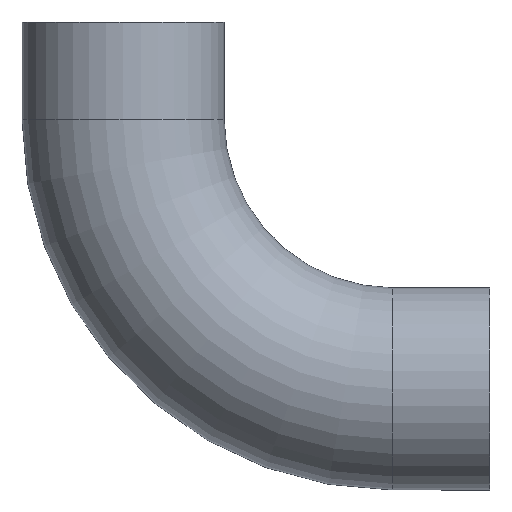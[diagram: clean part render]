
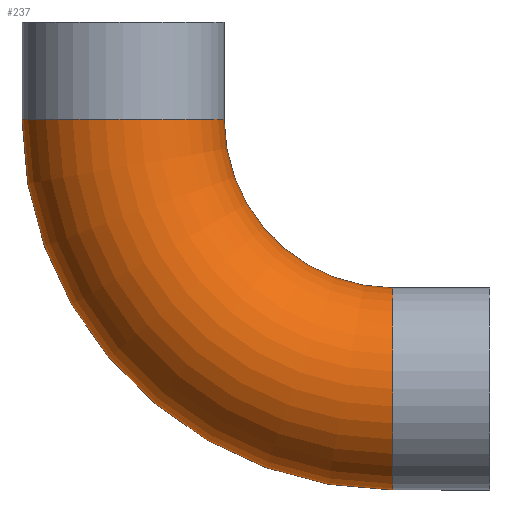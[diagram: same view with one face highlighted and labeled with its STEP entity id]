
A CAD part, front view. The second image highlights one B-rep face of the part: STEP entity #237.
In plain terms, the highlighted toroidal (fillet/blend) face has major radius 152.4 mm and minor radius 57.15 mm.
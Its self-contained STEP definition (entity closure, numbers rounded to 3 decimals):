
#17 = DIRECTION ( 'NONE',  ( -1., 0., 0. ) ) ;
#22 = DIRECTION ( 'NONE',  ( 0., 0., 1. ) ) ;
#32 = EDGE_CURVE ( 'NONE', #271, #186, #190, .T. ) ;
#37 = ORIENTED_EDGE ( 'NONE', *, *, #214, .F. ) ;
#79 = EDGE_LOOP ( 'NONE', ( #398, #84, #202, #37 ) ) ;
#84 = ORIENTED_EDGE ( 'NONE', *, *, #32, .T. ) ;
#100 = DIRECTION ( 'NONE',  ( 0., 1., 0. ) ) ;
#104 = VERTEX_POINT ( 'NONE', #196 ) ;
#117 = CARTESIAN_POINT ( 'NONE',  ( 0., 0., -152.4 ) ) ;
#136 = DIRECTION ( 'NONE',  ( 0., 1., 0. ) ) ;
#140 = CARTESIAN_POINT ( 'NONE',  ( 0., 0., -209.55 ) ) ;
#151 = AXIS2_PLACEMENT_3D ( 'NONE', #381, #136, #318 ) ;
#178 = DIRECTION ( 'NONE',  ( 0., 0., 1. ) ) ;
#186 = VERTEX_POINT ( 'NONE', #194 ) ;
#190 = CIRCLE ( 'NONE', #442, 57.15 ) ;
#193 = AXIS2_PLACEMENT_3D ( 'NONE', #399, #22, #266 ) ;
#194 = CARTESIAN_POINT ( 'NONE',  ( 0., 0., -95.25 ) ) ;
#196 = CARTESIAN_POINT ( 'NONE',  ( -95.25, 0., 0. ) ) ;
#202 = ORIENTED_EDGE ( 'NONE', *, *, #295, .T. ) ;
#212 = CARTESIAN_POINT ( 'NONE',  ( 0., 0., 0. ) ) ;
#214 = EDGE_CURVE ( 'NONE', #447, #104, #388, .T. ) ;
#221 = DIRECTION ( 'NONE',  ( 0., 0., 1. ) ) ;
#224 = TOROIDAL_SURFACE ( 'NONE', #151, 152.4, 57.15 ) ;
#232 = CIRCLE ( 'NONE', #337, 209.55 ) ;
#237 = ADVANCED_FACE ( 'NONE', ( #263 ), #224, .T. ) ;
#238 = DIRECTION ( 'NONE',  ( 0., 0., 1. ) ) ;
#243 = CIRCLE ( 'NONE', #328, 95.25 ) ;
#250 = CARTESIAN_POINT ( 'NONE',  ( -209.55, 0., 0. ) ) ;
#263 = FACE_OUTER_BOUND ( 'NONE', #79, .T. ) ;
#266 = DIRECTION ( 'NONE',  ( 1., 0., 0. ) ) ;
#271 = VERTEX_POINT ( 'NONE', #140 ) ;
#276 = CARTESIAN_POINT ( 'NONE',  ( 0., 0., 0. ) ) ;
#295 = EDGE_CURVE ( 'NONE', #186, #104, #243, .T. ) ;
#318 = DIRECTION ( 'NONE',  ( 0., 0., 1. ) ) ;
#328 = AXIS2_PLACEMENT_3D ( 'NONE', #212, #383, #178 ) ;
#337 = AXIS2_PLACEMENT_3D ( 'NONE', #276, #100, #238 ) ;
#363 = EDGE_CURVE ( 'NONE', #271, #447, #232, .T. ) ;
#381 = CARTESIAN_POINT ( 'NONE',  ( 0., 0., 0. ) ) ;
#383 = DIRECTION ( 'NONE',  ( 0., 1., 0. ) ) ;
#388 = CIRCLE ( 'NONE', #193, 57.15 ) ;
#398 = ORIENTED_EDGE ( 'NONE', *, *, #363, .F. ) ;
#399 = CARTESIAN_POINT ( 'NONE',  ( -152.4, 0., 0. ) ) ;
#442 = AXIS2_PLACEMENT_3D ( 'NONE', #117, #17, #221 ) ;
#447 = VERTEX_POINT ( 'NONE', #250 ) ;
